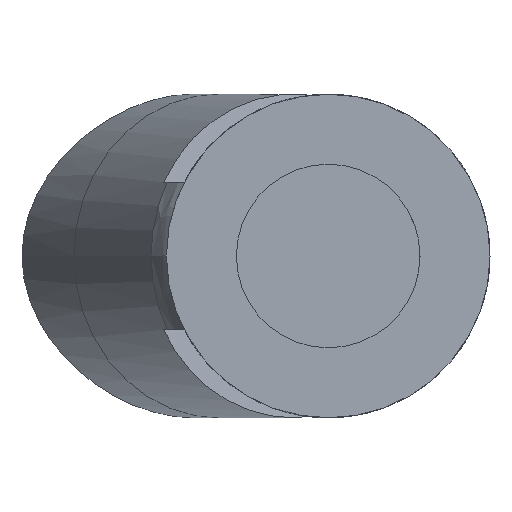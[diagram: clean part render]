
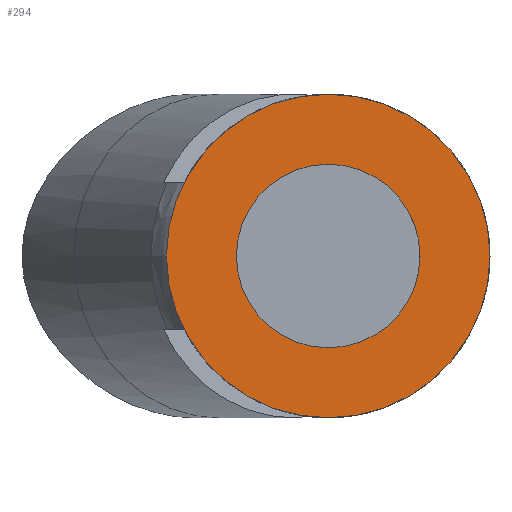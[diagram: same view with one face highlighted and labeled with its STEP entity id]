
A CAD part, left-side view. The second image highlights one B-rep face of the part: STEP entity #294.
In plain terms, the highlighted planar face has unit normal (-1, 0, 0).
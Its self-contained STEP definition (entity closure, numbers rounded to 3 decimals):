
#202=PLANE('',#1140);
#294=ADVANCED_FACE('',(#420,#421),#202,.T.);
#385=CIRCLE('',#1130,10.75);
#390=CIRCLE('',#1139,6.1);
#420=FACE_BOUND('',#474,.T.);
#421=FACE_BOUND('',#475,.T.);
#474=EDGE_LOOP('',(#598));
#475=EDGE_LOOP('',(#599));
#598=ORIENTED_EDGE('',*,*,#961,.F.);
#599=ORIENTED_EDGE('',*,*,#949,.F.);
#850=VERTEX_POINT('',#1892);
#856=VERTEX_POINT('',#1977);
#949=EDGE_CURVE('',#850,#850,#385,.T.);
#961=EDGE_CURVE('',#856,#856,#390,.T.);
#1130=AXIS2_PLACEMENT_3D('',#1891,#1238,#1239);
#1139=AXIS2_PLACEMENT_3D('',#1976,#1262,#1263);
#1140=AXIS2_PLACEMENT_3D('',#1978,#1264,#1265);
#1238=DIRECTION('',(1.,0.,0.));
#1239=DIRECTION('',(0.,0.,-1.));
#1262=DIRECTION('',(-1.,0.,0.));
#1263=DIRECTION('',(0.,0.,-1.));
#1264=DIRECTION('',(-1.,0.,0.));
#1265=DIRECTION('',(0.,0.,1.));
#1891=CARTESIAN_POINT('',(0.,0.,0.));
#1892=CARTESIAN_POINT('',(0.,0.,-10.75));
#1976=CARTESIAN_POINT('',(0.,0.,0.));
#1977=CARTESIAN_POINT('',(0.,0.,-6.1));
#1978=CARTESIAN_POINT('',(0.,0.,0.));
